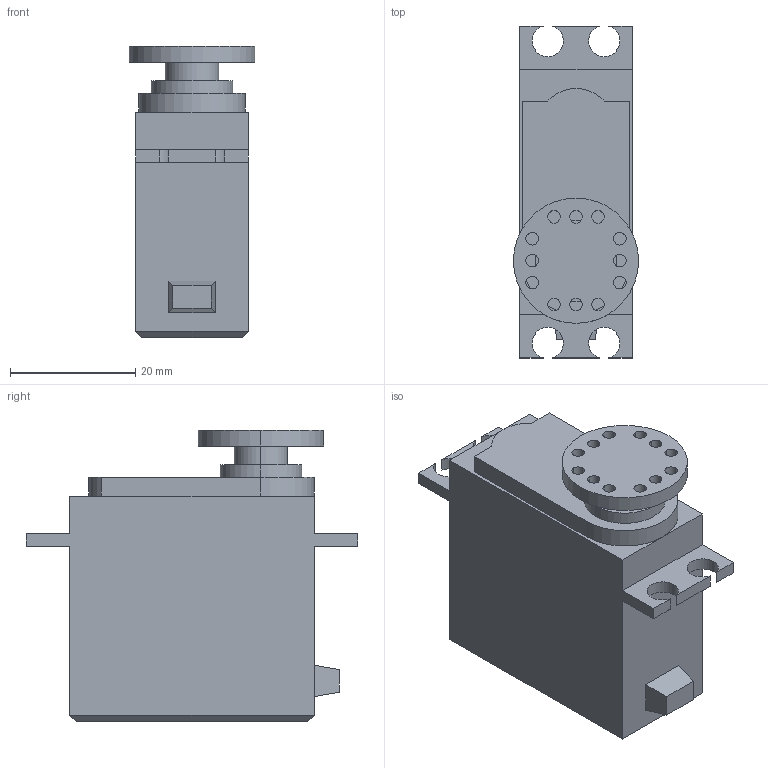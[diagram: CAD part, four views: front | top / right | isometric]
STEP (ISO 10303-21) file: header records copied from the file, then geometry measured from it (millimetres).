
FILE_DESCRIPTION (( 'STEP AP214' ), '1' );
FILE_NAME ('SG996R_stepper_motor.STEP', '2026-01-08T22:03:40', ( '' ), ( '' ), 'SwSTEP 2.0', 'SolidWorks 2025', '' );
FILE_SCHEMA (( 'AUTOMOTIVE_DESIGN' ));
Length unit declared in the file: millimetre
Products named in the file (1): SG996R_stepper_motor
Bounding box: 20 x 53 x 46.5 mm (x, y, z)
Volume: 28486.6 mm3; surface area: 7255.1 mm2
Topology: 1 solids, 1 shells, 79 faces, 214 edges, 141 vertices
Faces by surface type: cylinder 44, plane 35
Entity records: 2588 total; most frequent: DIRECTION 463, CARTESIAN_POINT 435, ORIENTED_EDGE 428, EDGE_CURVE 214, AXIS2_PLACEMENT_3D 169, VERTEX_POINT 141, VECTOR 125, LINE 125
